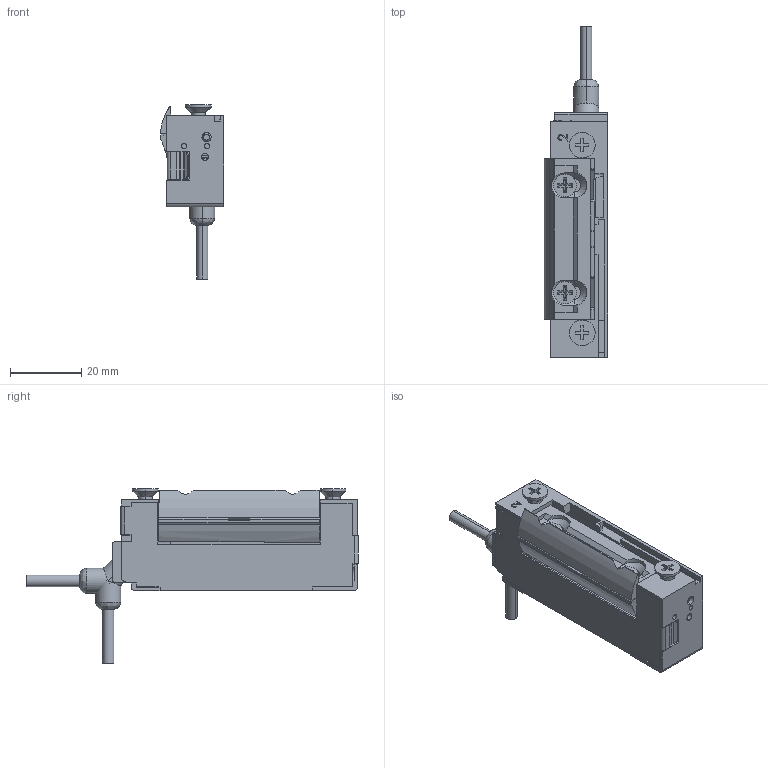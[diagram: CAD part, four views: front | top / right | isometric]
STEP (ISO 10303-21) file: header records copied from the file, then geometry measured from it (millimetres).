
FILE_DESCRIPTION (( 'STEP AP214' ), '1' );
FILE_NAME ('SEIP1.step', '2025-03-31T08:47:48', ( '' ), ( '' ), 'SwSTEP 2.0', 'SolidWorks 2024', '' );
FILE_SCHEMA (( 'AUTOMOTIVE_DESIGN' ));
Length unit declared in the file: millimetre
Products named in the file (1): SEIP1
Bounding box: 17.82 x 92.89 x 48.7 mm (x, y, z)
Volume: 12289.1 mm3; surface area: 18213.6 mm2
Topology: 12 solids, 12 shells, 798 faces, 2127 edges, 1357 vertices
Faces by surface type: plane 503, cylinder 217, cone 61, bspline 17
Entity records: 25805 total; most frequent: CARTESIAN_POINT 6309, ORIENTED_EDGE 4250, DIRECTION 3775, EDGE_CURVE 2125, VECTOR 1455, LINE 1455, VERTEX_POINT 1357, AXIS2_PLACEMENT_3D 1160
